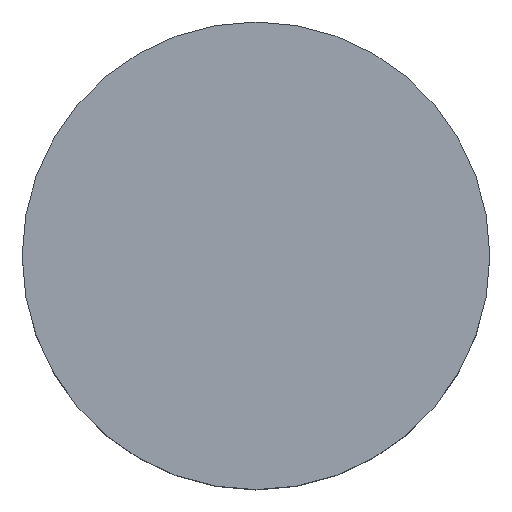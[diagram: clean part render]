
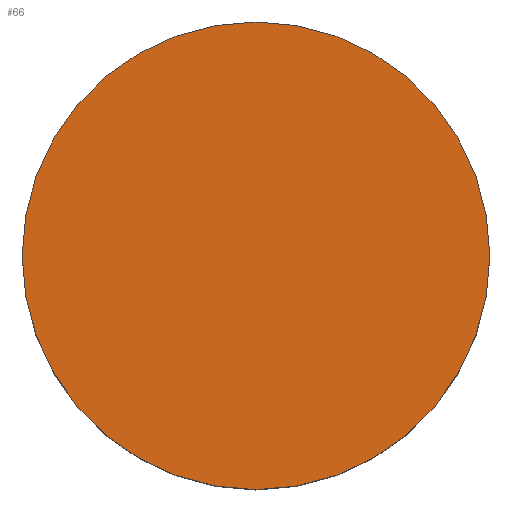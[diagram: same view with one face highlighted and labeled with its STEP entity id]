
A CAD part, top view. The second image highlights one B-rep face of the part: STEP entity #66.
In plain terms, the highlighted planar face has unit normal (0, 0, 1).
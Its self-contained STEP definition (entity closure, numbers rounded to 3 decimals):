
#8 = FACE_OUTER_BOUND ( 'NONE', #149, .T. ) ;
#9 = CARTESIAN_POINT ( 'NONE',  ( -7.5, 0., 6. ) ) ;
#12 = DIRECTION ( 'NONE',  ( 0., 0., 1. ) ) ;
#23 = DIRECTION ( 'NONE',  ( 1., 0., 0. ) ) ;
#29 = EDGE_CURVE ( 'NONE', #132, #52, #111, .T. ) ;
#37 = EDGE_CURVE ( 'NONE', #52, #132, #174, .T. ) ;
#42 = AXIS2_PLACEMENT_3D ( 'NONE', #104, #74, #150 ) ;
#52 = VERTEX_POINT ( 'NONE', #9 ) ;
#59 = CARTESIAN_POINT ( 'NONE',  ( 7.5, 0., 6. ) ) ;
#66 = ADVANCED_FACE ( 'NONE', ( #8 ), #92, .T. ) ;
#70 = ORIENTED_EDGE ( 'NONE', *, *, #29, .T. ) ;
#74 = DIRECTION ( 'NONE',  ( 0., 0., 1. ) ) ;
#92 = PLANE ( 'NONE',  #42 ) ;
#104 = CARTESIAN_POINT ( 'NONE',  ( 0., 0., 6. ) ) ;
#106 = AXIS2_PLACEMENT_3D ( 'NONE', #172, #12, #23 ) ;
#111 = CIRCLE ( 'NONE', #106, 7.5 ) ;
#126 = ORIENTED_EDGE ( 'NONE', *, *, #37, .T. ) ;
#132 = VERTEX_POINT ( 'NONE', #59 ) ;
#133 = DIRECTION ( 'NONE',  ( 1., 0., 0. ) ) ;
#141 = CARTESIAN_POINT ( 'NONE',  ( 0., 0., 6. ) ) ;
#149 = EDGE_LOOP ( 'NONE', ( #126, #70 ) ) ;
#150 = DIRECTION ( 'NONE',  ( 1., 0., 0. ) ) ;
#153 = DIRECTION ( 'NONE',  ( 0., 0., 1. ) ) ;
#168 = AXIS2_PLACEMENT_3D ( 'NONE', #141, #153, #133 ) ;
#172 = CARTESIAN_POINT ( 'NONE',  ( 0., 0., 6. ) ) ;
#174 = CIRCLE ( 'NONE', #168, 7.5 ) ;
